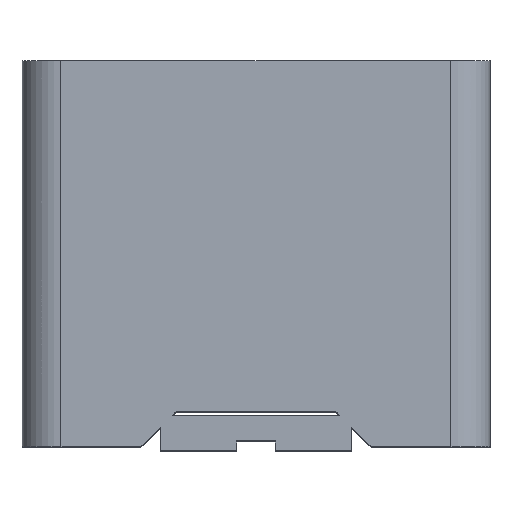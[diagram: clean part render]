
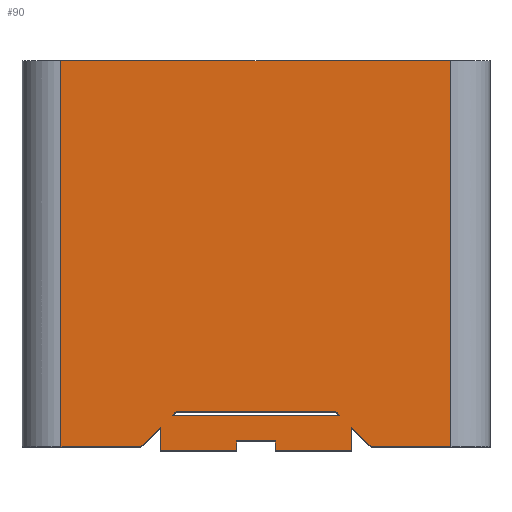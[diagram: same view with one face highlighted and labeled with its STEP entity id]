
A CAD part, top view. The second image highlights one B-rep face of the part: STEP entity #90.
In plain terms, the highlighted planar face has unit normal (0, 0, 1).
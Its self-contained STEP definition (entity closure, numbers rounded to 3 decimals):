
#90=ADVANCED_FACE('',(#206,#207),#208,.T.);
#206=FACE_OUTER_BOUND('',#346,.T.);
#207=FACE_BOUND('',#347,.T.);
#208=PLANE('',#348);
#346=EDGE_LOOP('',(#789,#790,#791,#792,#793,#794,#795,#796,#797,#798,#799,#800,#801,#802));
#347=EDGE_LOOP('',(#803,#804,#805,#806));
#348=AXIS2_PLACEMENT_3D('',#807,#808,#809);
#789=ORIENTED_EDGE('',*,*,#1081,.T.);
#790=ORIENTED_EDGE('',*,*,#1143,.F.);
#791=ORIENTED_EDGE('',*,*,#1039,.F.);
#792=ORIENTED_EDGE('',*,*,#1144,.T.);
#793=ORIENTED_EDGE('',*,*,#1083,.T.);
#794=ORIENTED_EDGE('',*,*,#1145,.T.);
#795=ORIENTED_EDGE('',*,*,#1146,.F.);
#796=ORIENTED_EDGE('',*,*,#1147,.T.);
#797=ORIENTED_EDGE('',*,*,#1148,.T.);
#798=ORIENTED_EDGE('',*,*,#1149,.F.);
#799=ORIENTED_EDGE('',*,*,#1150,.F.);
#800=ORIENTED_EDGE('',*,*,#1151,.T.);
#801=ORIENTED_EDGE('',*,*,#1152,.T.);
#802=ORIENTED_EDGE('',*,*,#1098,.T.);
#803=ORIENTED_EDGE('',*,*,#1104,.T.);
#804=ORIENTED_EDGE('',*,*,#1102,.T.);
#805=ORIENTED_EDGE('',*,*,#1141,.F.);
#806=ORIENTED_EDGE('',*,*,#1153,.T.);
#807=CARTESIAN_POINT('',(-6.0,10.0,6.0));
#808=DIRECTION('',(0.0,0.0,1.0));
#809=DIRECTION('',(1.0,0.0,0.0));
#1039=EDGE_CURVE('',#1278,#1280,#1281,.T.);
#1081=EDGE_CURVE('',#1341,#1339,#1342,.T.);
#1083=EDGE_CURVE('',#1344,#1345,#1346,.T.);
#1098=EDGE_CURVE('',#1373,#1341,#1374,.T.);
#1102=EDGE_CURVE('',#1381,#1379,#1382,.T.);
#1104=EDGE_CURVE('',#1384,#1381,#1385,.T.);
#1141=EDGE_CURVE('',#1445,#1379,#1447,.T.);
#1143=EDGE_CURVE('',#1280,#1339,#1449,.T.);
#1144=EDGE_CURVE('',#1278,#1344,#1450,.T.);
#1145=EDGE_CURVE('',#1345,#1451,#1452,.T.);
#1146=EDGE_CURVE('',#1453,#1451,#1454,.T.);
#1147=EDGE_CURVE('',#1453,#1455,#1456,.T.);
#1148=EDGE_CURVE('',#1455,#1457,#1458,.T.);
#1149=EDGE_CURVE('',#1459,#1457,#1460,.T.);
#1150=EDGE_CURVE('',#1461,#1459,#1462,.T.);
#1151=EDGE_CURVE('',#1461,#1463,#1464,.T.);
#1152=EDGE_CURVE('',#1463,#1373,#1465,.T.);
#1153=EDGE_CURVE('',#1445,#1384,#1466,.T.);
#1278=VERTEX_POINT('',#1668);
#1280=VERTEX_POINT('',#1670);
#1281=LINE('',#1671,#1672);
#1339=VERTEX_POINT('',#1771);
#1341=VERTEX_POINT('',#1773);
#1342=LINE('',#1774,#1775);
#1344=VERTEX_POINT('',#1778);
#1345=VERTEX_POINT('',#1779);
#1346=LINE('',#1780,#1781);
#1373=VERTEX_POINT('',#1820);
#1374=LINE('',#1821,#1822);
#1379=VERTEX_POINT('',#1829);
#1381=VERTEX_POINT('',#1832);
#1382=LINE('',#1833,#1834);
#1384=VERTEX_POINT('',#1837);
#1385=LINE('',#1838,#1839);
#1445=VERTEX_POINT('',#1934);
#1447=LINE('',#1937,#1938);
#1449=LINE('',#1941,#1942);
#1450=LINE('',#1943,#1944);
#1451=VERTEX_POINT('',#1945);
#1452=LINE('',#1946,#1947);
#1453=VERTEX_POINT('',#1948);
#1454=LINE('',#1949,#1950);
#1455=VERTEX_POINT('',#1951);
#1456=LINE('',#1952,#1953);
#1457=VERTEX_POINT('',#1954);
#1458=LINE('',#1955,#1956);
#1459=VERTEX_POINT('',#1957);
#1460=LINE('',#1958,#1959);
#1461=VERTEX_POINT('',#1960);
#1462=LINE('',#1961,#1962);
#1463=VERTEX_POINT('',#1963);
#1464=LINE('',#1964,#1965);
#1465=LINE('',#1966,#1967);
#1466=LINE('',#1968,#1969);
#1668=CARTESIAN_POINT('',(-5.0,10.0,6.0));
#1670=CARTESIAN_POINT('',(5.0,10.0,6.0));
#1671=CARTESIAN_POINT('',(-5.0,10.0,6.0));
#1672=VECTOR('',#2150,10.0);
#1771=CARTESIAN_POINT('',(5.0,0.1,6.0));
#1773=CARTESIAN_POINT('',(2.95,0.1,6.0));
#1774=CARTESIAN_POINT('',(2.95,0.1,6.0));
#1775=VECTOR('',#2243,2.05);
#1778=CARTESIAN_POINT('',(-5.0,0.1,6.0));
#1779=CARTESIAN_POINT('',(-2.95,0.1,6.0));
#1780=CARTESIAN_POINT('',(-5.0,0.1,6.0));
#1781=VECTOR('',#2245,2.05);
#1820=CARTESIAN_POINT('',(2.45,0.6,6.0));
#1821=CARTESIAN_POINT('',(2.45,0.6,6.0));
#1822=VECTOR('',#2264,0.707);
#1829=CARTESIAN_POINT('',(2.15,0.9,6.0));
#1832=CARTESIAN_POINT('',(2.05,1.0,6.0));
#1833=CARTESIAN_POINT('',(2.05,1.0,6.0));
#1834=VECTOR('',#2268,0.141);
#1837=CARTESIAN_POINT('',(-2.05,1.0,6.0));
#1838=CARTESIAN_POINT('',(-2.05,1.0,6.0));
#1839=VECTOR('',#2270,4.1);
#1934=CARTESIAN_POINT('',(-2.15,0.9,6.0));
#1937=CARTESIAN_POINT('',(-2.15,0.9,6.0));
#1938=VECTOR('',#2307,4.3);
#1941=CARTESIAN_POINT('',(5.0,10.0,6.0));
#1942=VECTOR('',#2309,9.9);
#1943=CARTESIAN_POINT('',(-5.0,10.0,6.0));
#1944=VECTOR('',#2310,9.9);
#1945=CARTESIAN_POINT('',(-2.45,0.6,6.0));
#1946=CARTESIAN_POINT('',(-2.95,0.1,6.0));
#1947=VECTOR('',#2311,0.707);
#1948=CARTESIAN_POINT('',(-2.45,0.0,6.0));
#1949=CARTESIAN_POINT('',(-2.45,0.0,6.0));
#1950=VECTOR('',#2312,0.6);
#1951=CARTESIAN_POINT('',(-0.5,0.0,6.0));
#1952=CARTESIAN_POINT('',(-2.45,0.0,6.0));
#1953=VECTOR('',#2313,1.95);
#1954=CARTESIAN_POINT('',(-0.5,0.25,6.0));
#1955=CARTESIAN_POINT('',(-0.5,0.0,6.0));
#1956=VECTOR('',#2314,0.25);
#1957=CARTESIAN_POINT('',(0.5,0.25,6.0));
#1958=CARTESIAN_POINT('',(0.5,0.25,6.0));
#1959=VECTOR('',#2315,1.0);
#1960=CARTESIAN_POINT('',(0.5,0.0,6.0));
#1961=CARTESIAN_POINT('',(0.5,0.0,6.0));
#1962=VECTOR('',#2316,0.25);
#1963=CARTESIAN_POINT('',(2.45,0.0,6.0));
#1964=CARTESIAN_POINT('',(0.5,0.0,6.0));
#1965=VECTOR('',#2317,1.95);
#1966=CARTESIAN_POINT('',(2.45,0.0,6.0));
#1967=VECTOR('',#2318,0.6);
#1968=CARTESIAN_POINT('',(-2.15,0.9,6.0));
#1969=VECTOR('',#2319,0.141);
#2150=DIRECTION('',(1.0,0.0,0.0));
#2243=DIRECTION('',(1.0,0.0,0.0));
#2245=DIRECTION('',(1.0,0.0,0.0));
#2264=DIRECTION('',(0.707,-0.707,0.0));
#2268=DIRECTION('',(0.707,-0.707,0.0));
#2270=DIRECTION('',(1.0,0.0,0.0));
#2307=DIRECTION('',(1.0,0.0,0.0));
#2309=DIRECTION('',(0.0,-1.0,0.0));
#2310=DIRECTION('',(0.0,-1.0,0.0));
#2311=DIRECTION('',(0.707,0.707,0.0));
#2312=DIRECTION('',(0.0,1.0,0.0));
#2313=DIRECTION('',(1.0,0.0,0.0));
#2314=DIRECTION('',(0.0,1.0,0.0));
#2315=DIRECTION('',(-1.0,0.0,0.0));
#2316=DIRECTION('',(0.0,1.0,0.0));
#2317=DIRECTION('',(1.0,0.0,0.0));
#2318=DIRECTION('',(0.0,1.0,0.0));
#2319=DIRECTION('',(0.707,0.707,0.0));
